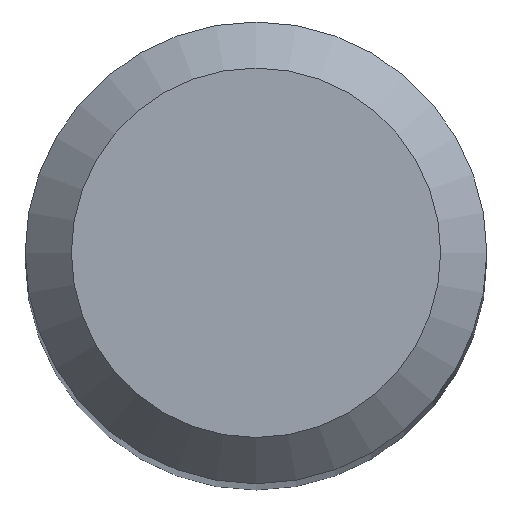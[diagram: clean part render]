
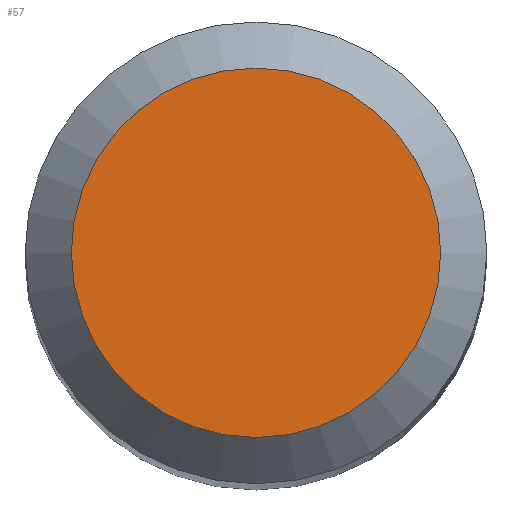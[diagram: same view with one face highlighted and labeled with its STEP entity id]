
A CAD part, top view. The second image highlights one B-rep face of the part: STEP entity #57.
In plain terms, the highlighted planar face has unit normal (0, 0, 1).
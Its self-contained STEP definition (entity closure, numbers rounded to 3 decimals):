
#22=FACE_OUTER_BOUND('',#27,.T.);
#27=EDGE_LOOP('',(#47));
#35=CIRCLE('',#66,1.2);
#39=VERTEX_POINT('',#97);
#43=EDGE_CURVE('',#39,#39,#35,.T.);
#47=ORIENTED_EDGE('',*,*,#43,.T.);
#55=PLANE('',#65);
#57=ADVANCED_FACE('',(#22),#55,.T.);
#65=AXIS2_PLACEMENT_3D('',#96,#78,#79);
#66=AXIS2_PLACEMENT_3D('',#98,#80,#81);
#78=DIRECTION('center_axis',(0.,0.,1.));
#79=DIRECTION('ref_axis',(1.,0.,0.));
#80=DIRECTION('center_axis',(0.,0.,1.));
#81=DIRECTION('ref_axis',(-1.,0.,0.));
#96=CARTESIAN_POINT('Origin',(0.,0.,12.));
#97=CARTESIAN_POINT('',(-1.2,0.,12.));
#98=CARTESIAN_POINT('Origin',(0.,0.,12.));
